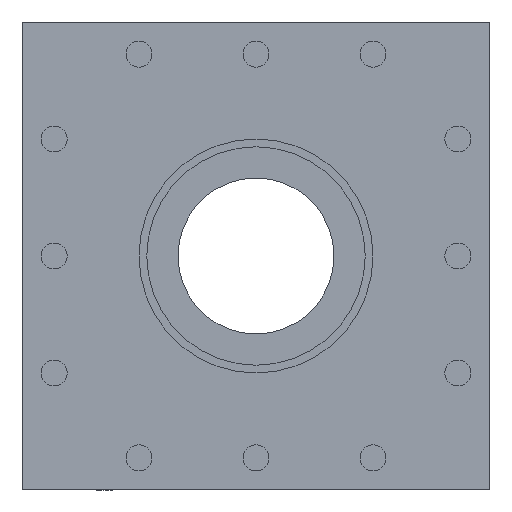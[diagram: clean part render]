
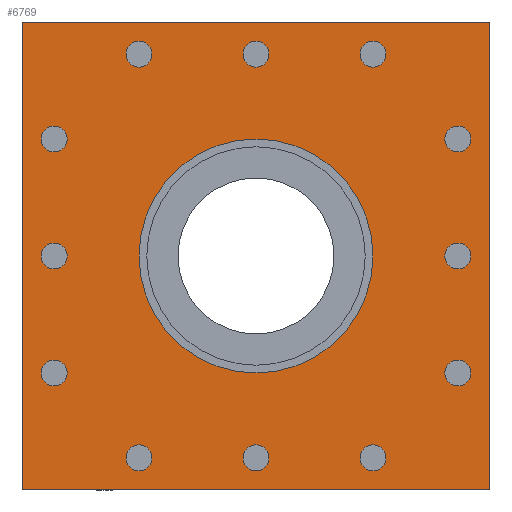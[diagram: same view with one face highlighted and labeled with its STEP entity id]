
A CAD part, left-side view. The second image highlights one B-rep face of the part: STEP entity #6769.
In plain terms, the highlighted planar face has unit normal (-1, 0, 0).
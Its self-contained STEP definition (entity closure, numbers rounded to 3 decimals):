
#2459=CARTESIAN_POINT('',(-60.0,-60.,60.0));
#2460=VERTEX_POINT('',#2459);
#2467=CARTESIAN_POINT('',(-60.0,-60.,-60.0));
#2468=VERTEX_POINT('',#2467);
#2469=CARTESIAN_POINT('',(-60.0,-60.,60.0));
#2470=DIRECTION('',(0.0,0.0,-1.0));
#2471=VECTOR('',#2470,120.0);
#2472=LINE('',#2469,#2471);
#2473=EDGE_CURVE('',#2460,#2468,#2472,.T.);
#2924=CARTESIAN_POINT('',(-60.0,60.,-60.0));
#2925=VERTEX_POINT('',#2924);
#2926=CARTESIAN_POINT('',(-60.0,-60.,-60.0));
#2927=DIRECTION('',(0.0,1.0,0.0));
#2928=VECTOR('',#2927,120.);
#2929=LINE('',#2926,#2928);
#2930=EDGE_CURVE('',#2468,#2925,#2929,.T.);
#5370=CARTESIAN_POINT('',(-60.0,30.0,-55.074));
#5371=VERTEX_POINT('',#5370);
#5372=CARTESIAN_POINT('',(-60.0,30.0,-51.75));
#5373=DIRECTION('',(1.0,0.0,0.0));
#5374=DIRECTION('',(0.0,0.0,-1.0));
#5375=AXIS2_PLACEMENT_3D('',#5372,#5373,#5374);
#5376=CIRCLE('',#5375,3.324);
#5377=EDGE_CURVE('',#5371,#5371,#5376,.T.);
#5407=CARTESIAN_POINT('',(-60.0,0.0,-55.074));
#5408=VERTEX_POINT('',#5407);
#5409=CARTESIAN_POINT('',(-60.0,0.0,-51.75));
#5410=DIRECTION('',(1.0,0.0,0.0));
#5411=DIRECTION('',(0.0,0.0,-1.0));
#5412=AXIS2_PLACEMENT_3D('',#5409,#5410,#5411);
#5413=CIRCLE('',#5412,3.324);
#5414=EDGE_CURVE('',#5408,#5408,#5413,.T.);
#5444=CARTESIAN_POINT('',(-60.0,-30.0,-55.074));
#5445=VERTEX_POINT('',#5444);
#5446=CARTESIAN_POINT('',(-60.0,-30.0,-51.75));
#5447=DIRECTION('',(1.0,0.0,0.0));
#5448=DIRECTION('',(0.0,0.0,-1.0));
#5449=AXIS2_PLACEMENT_3D('',#5446,#5447,#5448);
#5450=CIRCLE('',#5449,3.324);
#5451=EDGE_CURVE('',#5445,#5445,#5450,.T.);
#5481=CARTESIAN_POINT('',(-60.0,30.0,48.427));
#5482=VERTEX_POINT('',#5481);
#5483=CARTESIAN_POINT('',(-60.0,30.0,51.75));
#5484=DIRECTION('',(1.0,0.0,0.0));
#5485=DIRECTION('',(0.0,0.0,-1.0));
#5486=AXIS2_PLACEMENT_3D('',#5483,#5484,#5485);
#5487=CIRCLE('',#5486,3.324);
#5488=EDGE_CURVE('',#5482,#5482,#5487,.T.);
#5518=CARTESIAN_POINT('',(-60.0,0.0,48.427));
#5519=VERTEX_POINT('',#5518);
#5520=CARTESIAN_POINT('',(-60.0,0.0,51.75));
#5521=DIRECTION('',(1.0,0.0,0.0));
#5522=DIRECTION('',(0.0,0.0,-1.0));
#5523=AXIS2_PLACEMENT_3D('',#5520,#5521,#5522);
#5524=CIRCLE('',#5523,3.324);
#5525=EDGE_CURVE('',#5519,#5519,#5524,.T.);
#5555=CARTESIAN_POINT('',(-60.0,-30.0,48.427));
#5556=VERTEX_POINT('',#5555);
#5557=CARTESIAN_POINT('',(-60.0,-30.0,51.75));
#5558=DIRECTION('',(1.0,0.0,0.0));
#5559=DIRECTION('',(0.0,0.0,-1.0));
#5560=AXIS2_PLACEMENT_3D('',#5557,#5558,#5559);
#5561=CIRCLE('',#5560,3.324);
#5562=EDGE_CURVE('',#5556,#5556,#5561,.T.);
#5592=CARTESIAN_POINT('',(-60.0,51.75,-33.323));
#5593=VERTEX_POINT('',#5592);
#5594=CARTESIAN_POINT('',(-60.0,51.75,-30.));
#5595=DIRECTION('',(1.0,0.0,0.0));
#5596=DIRECTION('',(0.0,0.0,-1.0));
#5597=AXIS2_PLACEMENT_3D('',#5594,#5595,#5596);
#5598=CIRCLE('',#5597,3.324);
#5599=EDGE_CURVE('',#5593,#5593,#5598,.T.);
#5629=CARTESIAN_POINT('',(-60.0,51.75,-3.323));
#5630=VERTEX_POINT('',#5629);
#5631=CARTESIAN_POINT('',(-60.0,51.75,0.));
#5632=DIRECTION('',(1.0,0.0,0.0));
#5633=DIRECTION('',(0.0,0.0,-1.0));
#5634=AXIS2_PLACEMENT_3D('',#5631,#5632,#5633);
#5635=CIRCLE('',#5634,3.324);
#5636=EDGE_CURVE('',#5630,#5630,#5635,.T.);
#5666=CARTESIAN_POINT('',(-60.0,51.75,26.677));
#5667=VERTEX_POINT('',#5666);
#5668=CARTESIAN_POINT('',(-60.0,51.75,30.));
#5669=DIRECTION('',(1.0,0.0,0.0));
#5670=DIRECTION('',(0.0,0.0,-1.0));
#5671=AXIS2_PLACEMENT_3D('',#5668,#5669,#5670);
#5672=CIRCLE('',#5671,3.324);
#5673=EDGE_CURVE('',#5667,#5667,#5672,.T.);
#5703=CARTESIAN_POINT('',(-60.0,-51.75,-33.323));
#5704=VERTEX_POINT('',#5703);
#5705=CARTESIAN_POINT('',(-60.0,-51.75,-30.0));
#5706=DIRECTION('',(1.0,0.0,0.0));
#5707=DIRECTION('',(0.0,0.0,-1.0));
#5708=AXIS2_PLACEMENT_3D('',#5705,#5706,#5707);
#5709=CIRCLE('',#5708,3.324);
#5710=EDGE_CURVE('',#5704,#5704,#5709,.T.);
#5740=CARTESIAN_POINT('',(-60.0,-51.75,-3.323));
#5741=VERTEX_POINT('',#5740);
#5742=CARTESIAN_POINT('',(-60.0,-51.75,0.0));
#5743=DIRECTION('',(1.0,0.0,0.0));
#5744=DIRECTION('',(0.0,0.0,-1.0));
#5745=AXIS2_PLACEMENT_3D('',#5742,#5743,#5744);
#5746=CIRCLE('',#5745,3.324);
#5747=EDGE_CURVE('',#5741,#5741,#5746,.T.);
#5777=CARTESIAN_POINT('',(-60.0,-51.75,26.677));
#5778=VERTEX_POINT('',#5777);
#5779=CARTESIAN_POINT('',(-60.0,-51.75,30.0));
#5780=DIRECTION('',(1.0,0.0,0.0));
#5781=DIRECTION('',(0.0,0.0,-1.0));
#5782=AXIS2_PLACEMENT_3D('',#5779,#5780,#5781);
#5783=CIRCLE('',#5782,3.324);
#5784=EDGE_CURVE('',#5778,#5778,#5783,.T.);
#5907=CARTESIAN_POINT('',(-60.0,0.,-30.0));
#5908=VERTEX_POINT('',#5907);
#5909=CARTESIAN_POINT('',(-60.0,0.0,0.0));
#5910=DIRECTION('',(1.0,0.0,0.0));
#5911=DIRECTION('',(0.0,0.0,1.0));
#5912=AXIS2_PLACEMENT_3D('',#5909,#5910,#5911);
#5913=CIRCLE('',#5912,30.0);
#5914=EDGE_CURVE('',#5908,#5908,#5913,.T.);
#6707=CARTESIAN_POINT('',(-60.0,0.0,0.));
#6708=DIRECTION('',(1.0,0.0,0.0));
#6709=DIRECTION('',(0.0,0.0,-1.0));
#6710=AXIS2_PLACEMENT_3D('',#6707,#6708,#6709);
#6711=PLANE('',#6710);
#6712=CARTESIAN_POINT('',(-60.0,60.,60.));
#6713=VERTEX_POINT('',#6712);
#6714=CARTESIAN_POINT('',(-60.0,60.,-60.0));
#6715=DIRECTION('',(0.0,0.0,1.0));
#6716=VECTOR('',#6715,120.);
#6717=LINE('',#6714,#6716);
#6718=EDGE_CURVE('',#2925,#6713,#6717,.T.);
#6719=ORIENTED_EDGE('',*,*,#6718,.F.);
#6720=ORIENTED_EDGE('',*,*,#2930,.F.);
#6721=ORIENTED_EDGE('',*,*,#2473,.F.);
#6722=CARTESIAN_POINT('',(-60.0,60.,60.));
#6723=DIRECTION('',(0.0,-1.0,0.0));
#6724=VECTOR('',#6723,120.0);
#6725=LINE('',#6722,#6724);
#6726=EDGE_CURVE('',#6713,#2460,#6725,.T.);
#6727=ORIENTED_EDGE('',*,*,#6726,.F.);
#6728=EDGE_LOOP('',(#6719,#6720,#6721,#6727));
#6729=FACE_OUTER_BOUND('',#6728,.T.);
#6730=ORIENTED_EDGE('',*,*,#5377,.T.);
#6731=EDGE_LOOP('',(#6730));
#6732=FACE_BOUND('',#6731,.T.);
#6733=ORIENTED_EDGE('',*,*,#5414,.T.);
#6734=EDGE_LOOP('',(#6733));
#6735=FACE_BOUND('',#6734,.T.);
#6736=ORIENTED_EDGE('',*,*,#5451,.T.);
#6737=EDGE_LOOP('',(#6736));
#6738=FACE_BOUND('',#6737,.T.);
#6739=ORIENTED_EDGE('',*,*,#5488,.T.);
#6740=EDGE_LOOP('',(#6739));
#6741=FACE_BOUND('',#6740,.T.);
#6742=ORIENTED_EDGE('',*,*,#5525,.T.);
#6743=EDGE_LOOP('',(#6742));
#6744=FACE_BOUND('',#6743,.T.);
#6745=ORIENTED_EDGE('',*,*,#5562,.T.);
#6746=EDGE_LOOP('',(#6745));
#6747=FACE_BOUND('',#6746,.T.);
#6748=ORIENTED_EDGE('',*,*,#5599,.T.);
#6749=EDGE_LOOP('',(#6748));
#6750=FACE_BOUND('',#6749,.T.);
#6751=ORIENTED_EDGE('',*,*,#5636,.T.);
#6752=EDGE_LOOP('',(#6751));
#6753=FACE_BOUND('',#6752,.T.);
#6754=ORIENTED_EDGE('',*,*,#5673,.T.);
#6755=EDGE_LOOP('',(#6754));
#6756=FACE_BOUND('',#6755,.T.);
#6757=ORIENTED_EDGE('',*,*,#5710,.T.);
#6758=EDGE_LOOP('',(#6757));
#6759=FACE_BOUND('',#6758,.T.);
#6760=ORIENTED_EDGE('',*,*,#5747,.T.);
#6761=EDGE_LOOP('',(#6760));
#6762=FACE_BOUND('',#6761,.T.);
#6763=ORIENTED_EDGE('',*,*,#5784,.T.);
#6764=EDGE_LOOP('',(#6763));
#6765=FACE_BOUND('',#6764,.T.);
#6766=ORIENTED_EDGE('',*,*,#5914,.T.);
#6767=EDGE_LOOP('',(#6766));
#6768=FACE_BOUND('',#6767,.T.);
#6769=ADVANCED_FACE('',(#6729,#6732,#6735,#6738,#6741,#6744,#6747,#6750,#6753,#6756,#6759,#6762,#6765,#6768),#6711,.F.);
